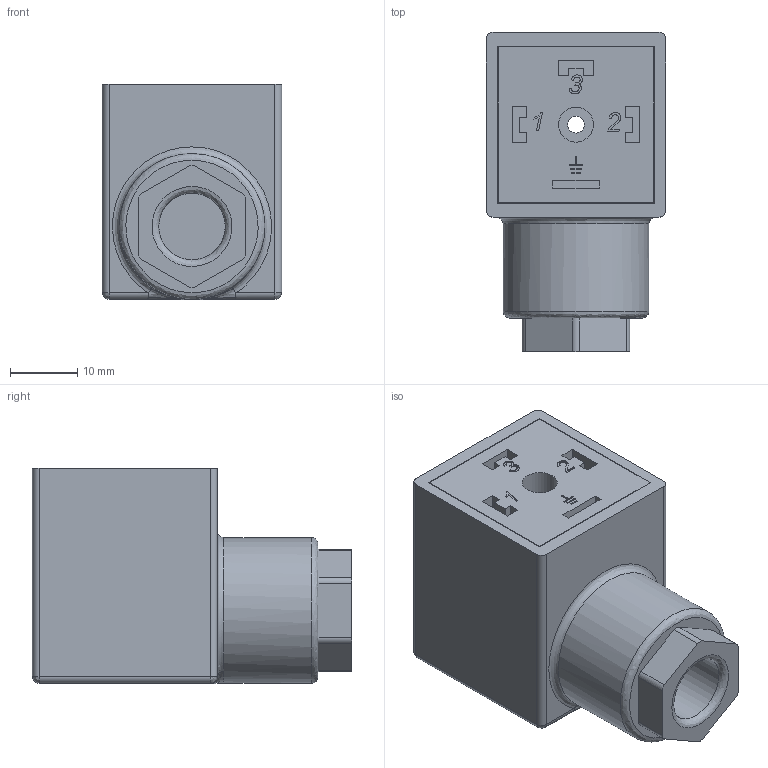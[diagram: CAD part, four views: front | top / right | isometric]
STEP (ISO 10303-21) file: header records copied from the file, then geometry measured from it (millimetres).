
FILE_DESCRIPTION (( 'STEP AP214' ), '1' );
FILE_NAME ('CON006-1KJ.STEP', '2020-02-13T17:22:41', ( '' ), ( '' ), 'SwSTEP 2.0', 'SolidWorks 2019', '' );
FILE_SCHEMA (( 'AUTOMOTIVE_DESIGN' ));
Length unit declared in the file: inch
Products named in the file (1): CON006-1KJ
Bounding box: 26.7 x 47.5 x 32.04 mm (x, y, z)
Volume: 20444 mm3; surface area: 12499.8 mm2
Topology: 2 solids, 2 shells, 154 faces, 398 edges, 257 vertices
Faces by surface type: plane 92, bspline 42, cylinder 20
Full cylindrical faces by diameter (mm): 2.5 x1, 5.2 x1, 7.8 x1, 9.9 x1, 21.7 x1
Entity records: 9000 total; most frequent: CARTESIAN_POINT 3498, ORIENTED_EDGE 770, DIRECTION 570, EDGE_CURVE 385, VECTOR 268, LINE 268, VERTEX_POINT 256, EDGE_LOOP 181
